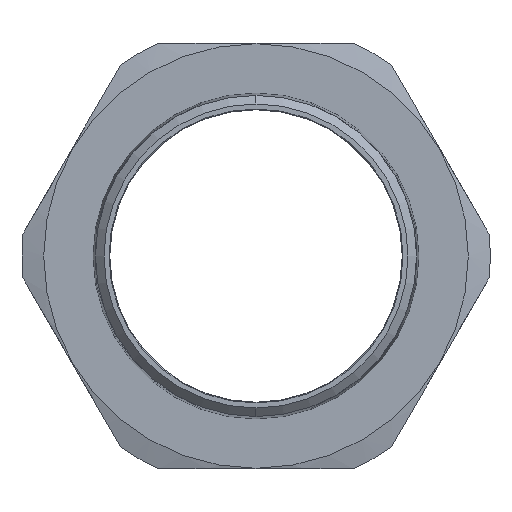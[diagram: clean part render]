
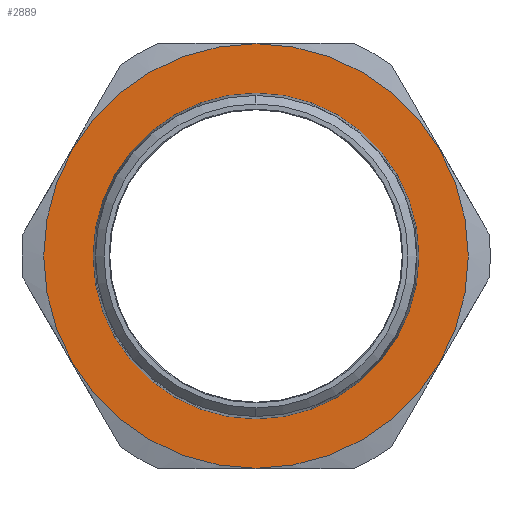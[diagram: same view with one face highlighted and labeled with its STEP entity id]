
A CAD part, left-side view. The second image highlights one B-rep face of the part: STEP entity #2889.
In plain terms, the highlighted planar face has unit normal (-1, 0, 0).
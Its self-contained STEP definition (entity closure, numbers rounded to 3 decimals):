
#40 = DIRECTION ( 'NONE',  ( 0., 0., -1. ) ) ;
#85 = CARTESIAN_POINT ( 'NONE',  ( -54.434, 17.68, 9.483 ) ) ;
#151 = VERTEX_POINT ( 'NONE', #2888 ) ;
#214 = AXIS2_PLACEMENT_3D ( 'NONE', #1120, #1600, #40 ) ;
#221 = EDGE_CURVE ( 'NONE', #1671, #3096, #1822, .T. ) ;
#270 = CARTESIAN_POINT ( 'NONE',  ( -54.434, -33.22, -56.848 ) ) ;
#290 = EDGE_CURVE ( 'NONE', #151, #2717, #2803, .T. ) ;
#481 = ORIENTED_EDGE ( 'NONE', *, *, #290, .F. ) ;
#525 = AXIS2_PLACEMENT_3D ( 'NONE', #546, #2129, #2886 ) ;
#546 = CARTESIAN_POINT ( 'NONE',  ( -54.434, -33.22, 9.483 ) ) ;
#608 = CARTESIAN_POINT ( 'NONE',  ( -54.434, -33.22, 9.483 ) ) ;
#626 = DIRECTION ( 'NONE',  ( 1., 0., 0. ) ) ;
#653 = EDGE_LOOP ( 'NONE', ( #2179, #481 ) ) ;
#683 = AXIS2_PLACEMENT_3D ( 'NONE', #3135, #2351, #1313 ) ;
#812 = ORIENTED_EDGE ( 'NONE', *, *, #221, .F. ) ;
#942 = EDGE_LOOP ( 'NONE', ( #812, #1684 ) ) ;
#1120 = CARTESIAN_POINT ( 'NONE',  ( -54.434, -33.22, 9.483 ) ) ;
#1199 = CIRCLE ( 'NONE', #3248, 50.9 ) ;
#1230 = CARTESIAN_POINT ( 'NONE',  ( -54.434, -33.22, 60.383 ) ) ;
#1313 = DIRECTION ( 'NONE',  ( 0., 0., -1. ) ) ;
#1366 = AXIS2_PLACEMENT_3D ( 'NONE', #85, #626, #1404 ) ;
#1404 = DIRECTION ( 'NONE',  ( 0., 0., -1. ) ) ;
#1600 = DIRECTION ( 'NONE',  ( 1., 0., 0. ) ) ;
#1671 = VERTEX_POINT ( 'NONE', #1230 ) ;
#1684 = ORIENTED_EDGE ( 'NONE', *, *, #3395, .F. ) ;
#1822 = CIRCLE ( 'NONE', #525, 50.9 ) ;
#1885 = EDGE_CURVE ( 'NONE', #2717, #151, #2602, .T. ) ;
#2129 = DIRECTION ( 'NONE',  ( -1., 0., 0. ) ) ;
#2179 = ORIENTED_EDGE ( 'NONE', *, *, #1885, .F. ) ;
#2331 = CARTESIAN_POINT ( 'NONE',  ( -54.434, -33.22, -41.417 ) ) ;
#2351 = DIRECTION ( 'NONE',  ( 1., 0., 0. ) ) ;
#2413 = DIRECTION ( 'NONE',  ( -1., 0., 0. ) ) ;
#2575 = FACE_BOUND ( 'NONE', #942, .T. ) ;
#2602 = CIRCLE ( 'NONE', #214, 66.331 ) ;
#2717 = VERTEX_POINT ( 'NONE', #270 ) ;
#2722 = PLANE ( 'NONE',  #1366 ) ;
#2803 = CIRCLE ( 'NONE', #683, 66.331 ) ;
#2871 = FACE_OUTER_BOUND ( 'NONE', #653, .T. ) ;
#2886 = DIRECTION ( 'NONE',  ( 0., 0., 1. ) ) ;
#2888 = CARTESIAN_POINT ( 'NONE',  ( -54.434, -33.22, 75.813 ) ) ;
#2889 = ADVANCED_FACE ( 'NONE', ( #2575, #2871 ), #2722, .F. ) ;
#3003 = DIRECTION ( 'NONE',  ( 0., 0., 1. ) ) ;
#3096 = VERTEX_POINT ( 'NONE', #2331 ) ;
#3135 = CARTESIAN_POINT ( 'NONE',  ( -54.434, -33.22, 9.483 ) ) ;
#3248 = AXIS2_PLACEMENT_3D ( 'NONE', #608, #2413, #3003 ) ;
#3395 = EDGE_CURVE ( 'NONE', #3096, #1671, #1199, .T. ) ;
